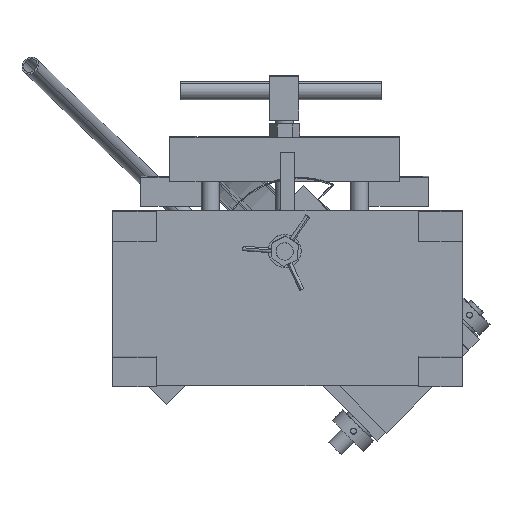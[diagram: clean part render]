
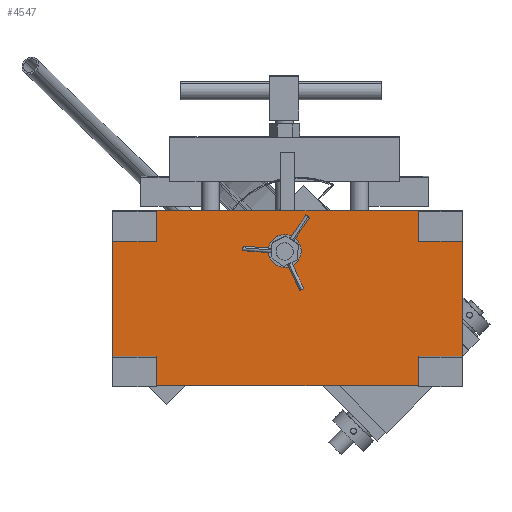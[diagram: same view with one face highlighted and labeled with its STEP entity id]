
A CAD part, front view. The second image highlights one B-rep face of the part: STEP entity #4547.
In plain terms, the highlighted face is planar.
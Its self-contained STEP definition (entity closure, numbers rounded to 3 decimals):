
#3108 = EDGE_LOOP ( 'NONE', ( #4604, #4605 ) ) ;
#3112 = EDGE_LOOP ( 'NONE', ( #4606, #4607, #4608, #4609 ) ) ;
#3413 = VERTEX_POINT ( 'NONE', #10179 ) ;
#3414 = VERTEX_POINT ( 'NONE', #10180 ) ;
#3417 = VERTEX_POINT ( 'NONE', #10183 ) ;
#3418 = VERTEX_POINT ( 'NONE', #10184 ) ;
#3421 = VERTEX_POINT ( 'NONE', #10187 ) ;
#3423 = VERTEX_POINT ( 'NONE', #10189 ) ;
#4307 = EDGE_CURVE ( 'NONE', #3413, #3414, #10673, .T. ) ;
#4311 = EDGE_CURVE ( 'NONE', #3417, #3418, #10668, .T. ) ;
#4315 = EDGE_CURVE ( 'NONE', #3418, #3421, #10652, .T. ) ;
#4317 = EDGE_CURVE ( 'NONE', #3421, #3423, #10679, .T. ) ;
#4318 = EDGE_CURVE ( 'NONE', #3414, #3413, #10694, .T. ) ;
#4319 = EDGE_CURVE ( 'NONE', #3423, #3417, #10687, .T. ) ;
#4547 = ADVANCED_FACE ( 'NONE', ( #10719, #10718 ), #10987, .T. ) ;
#4604 = ORIENTED_EDGE ( 'NONE', *, *, #4318, .T. ) ;
#4605 = ORIENTED_EDGE ( 'NONE', *, *, #4307, .T. ) ;
#4606 = ORIENTED_EDGE ( 'NONE', *, *, #4311, .F. ) ;
#4607 = ORIENTED_EDGE ( 'NONE', *, *, #4319, .F. ) ;
#4608 = ORIENTED_EDGE ( 'NONE', *, *, #4317, .F. ) ;
#4609 = ORIENTED_EDGE ( 'NONE', *, *, #4315, .F. ) ;
#8465 = AXIS2_PLACEMENT_3D ( 'NONE', #10900, #10904, #10905 ) ;
#8476 = AXIS2_PLACEMENT_3D ( 'NONE', #10925, #10928, #10929 ) ;
#8497 = AXIS2_PLACEMENT_3D ( 'NONE', #10995, #11001, #11002 ) ;
#10179 = CARTESIAN_POINT ( 'NONE',  ( 300., 0., -85. ) ) ;
#10180 = CARTESIAN_POINT ( 'NONE',  ( 300., 0., -55. ) ) ;
#10183 = CARTESIAN_POINT ( 'NONE',  ( 0., 0., -304.8 ) ) ;
#10184 = CARTESIAN_POINT ( 'NONE',  ( 0., 0., 0. ) ) ;
#10187 = CARTESIAN_POINT ( 'NONE',  ( 609.6, 0., 0. ) ) ;
#10189 = CARTESIAN_POINT ( 'NONE',  ( 609.6, 0., -304.8 ) ) ;
#10652 = LINE ( 'NONE', #10914, #10686 ) ;
#10668 = LINE ( 'NONE', #10906, #10678 ) ;
#10673 = CIRCLE ( 'NONE', #8465, 15. ) ;
#10678 = VECTOR ( 'NONE', #10913, 1000. ) ;
#10679 = LINE ( 'NONE', #10920, #10690 ) ;
#10681 = VECTOR ( 'NONE', #10931, 1000. ) ;
#10686 = VECTOR ( 'NONE', #10921, 1000. ) ;
#10687 = LINE ( 'NONE', #10930, #10681 ) ;
#10690 = VECTOR ( 'NONE', #10926, 1000. ) ;
#10694 = CIRCLE ( 'NONE', #8476, 15. ) ;
#10718 = FACE_OUTER_BOUND ( 'NONE', #3112, .T. ) ;
#10719 = FACE_BOUND ( 'NONE', #3108, .T. ) ;
#10900 = CARTESIAN_POINT ( 'NONE',  ( 300., 0., -70. ) ) ;
#10904 = DIRECTION ( 'NONE',  ( 0., 1., 0. ) ) ;
#10905 = DIRECTION ( 'NONE',  ( 0., 0., 1. ) ) ;
#10906 = CARTESIAN_POINT ( 'NONE',  ( 0., 0., 0. ) ) ;
#10913 = DIRECTION ( 'NONE',  ( 0., 0., 1. ) ) ;
#10914 = CARTESIAN_POINT ( 'NONE',  ( 0., 0., 0. ) ) ;
#10920 = CARTESIAN_POINT ( 'NONE',  ( 609.6, 0., 0. ) ) ;
#10921 = DIRECTION ( 'NONE',  ( 1., 0., 0. ) ) ;
#10925 = CARTESIAN_POINT ( 'NONE',  ( 300., 0., -70. ) ) ;
#10926 = DIRECTION ( 'NONE',  ( 0., 0., -1. ) ) ;
#10928 = DIRECTION ( 'NONE',  ( 0., 1., 0. ) ) ;
#10929 = DIRECTION ( 'NONE',  ( 0., 0., 1. ) ) ;
#10930 = CARTESIAN_POINT ( 'NONE',  ( 0., 0., -304.8 ) ) ;
#10931 = DIRECTION ( 'NONE',  ( -1., 0., 0. ) ) ;
#10987 = PLANE ( 'NONE',  #8497 ) ;
#10995 = CARTESIAN_POINT ( 'NONE',  ( 0., 0., -304.8 ) ) ;
#11001 = DIRECTION ( 'NONE',  ( 0., -1., 0. ) ) ;
#11002 = DIRECTION ( 'NONE',  ( 0., 0., -1. ) ) ;
